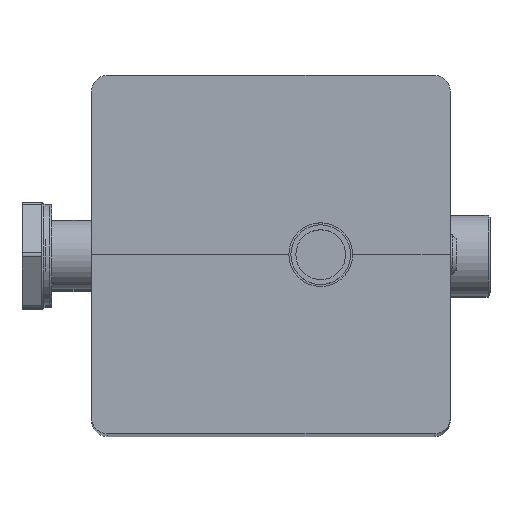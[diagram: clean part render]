
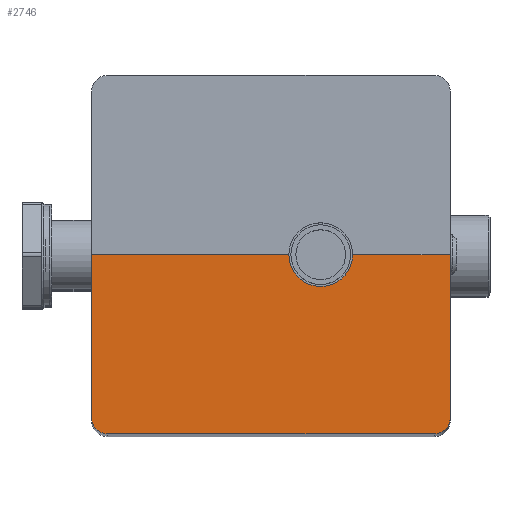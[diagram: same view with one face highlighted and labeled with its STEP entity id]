
A CAD part, top view. The second image highlights one B-rep face of the part: STEP entity #2746.
In plain terms, the highlighted planar face has unit normal (0, 0, 1).
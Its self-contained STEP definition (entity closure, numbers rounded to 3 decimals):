
#138=LINE('',#4323,#332);
#145=LINE('',#4336,#339);
#149=LINE('',#4354,#343);
#200=LINE('',#4497,#394);
#204=LINE('',#4505,#398);
#332=VECTOR('',#3502,49.);
#339=VECTOR('',#3511,99.);
#343=VECTOR('',#3529,82.);
#394=VECTOR('',#3672,164.);
#398=VECTOR('',#3682,82.);
#560=PLANE('',#3031);
#786=FACE_OUTER_BOUND('',#1029,.T.);
#1029=EDGE_LOOP('',(#2245,#2246,#2247,#2248,#2249,#2250,#2251,#2252));
#1177=CIRCLE('',#2969,16.);
#1203=CIRCLE('',#3025,8.);
#1204=CIRCLE('',#3028,8.);
#1342=VERTEX_POINT('',#4303);
#1344=VERTEX_POINT('',#4306);
#1350=VERTEX_POINT('',#4322);
#1355=VERTEX_POINT('',#4334);
#1362=VERTEX_POINT('',#4353);
#1407=VERTEX_POINT('',#4492);
#1408=VERTEX_POINT('',#4496);
#1409=VERTEX_POINT('',#4500);
#1608=EDGE_CURVE('',#1344,#1342,#1177,.T.);
#1616=EDGE_CURVE('',#1350,#1344,#138,.T.);
#1623=EDGE_CURVE('',#1342,#1355,#145,.T.);
#1631=EDGE_CURVE('',#1362,#1350,#149,.T.);
#1701=EDGE_CURVE('',#1407,#1362,#1203,.T.);
#1703=EDGE_CURVE('',#1408,#1407,#200,.T.);
#1705=EDGE_CURVE('',#1409,#1408,#1204,.T.);
#1708=EDGE_CURVE('',#1355,#1409,#204,.T.);
#2245=ORIENTED_EDGE('',*,*,#1608,.T.);
#2246=ORIENTED_EDGE('',*,*,#1623,.T.);
#2247=ORIENTED_EDGE('',*,*,#1708,.T.);
#2248=ORIENTED_EDGE('',*,*,#1705,.T.);
#2249=ORIENTED_EDGE('',*,*,#1703,.T.);
#2250=ORIENTED_EDGE('',*,*,#1701,.T.);
#2251=ORIENTED_EDGE('',*,*,#1631,.T.);
#2252=ORIENTED_EDGE('',*,*,#1616,.T.);
#2746=ADVANCED_FACE('',(#786),#560,.T.);
#2969=AXIS2_PLACEMENT_3D('',#4307,#3488,#3489);
#3025=AXIS2_PLACEMENT_3D('',#4493,#3667,#3668);
#3028=AXIS2_PLACEMENT_3D('',#4501,#3676,#3677);
#3031=AXIS2_PLACEMENT_3D('',#4507,#3685,#3686);
#3488=DIRECTION('center_axis',(0.,0.,-1.));
#3489=DIRECTION('ref_axis',(-1.,0.,0.));
#3502=DIRECTION('',(-1.,0.,0.));
#3511=DIRECTION('',(-1.,0.,0.));
#3529=DIRECTION('',(0.,1.,0.));
#3667=DIRECTION('center_axis',(0.,0.,1.));
#3668=DIRECTION('ref_axis',(0.,1.,0.));
#3672=DIRECTION('',(1.,0.,0.));
#3676=DIRECTION('center_axis',(0.,0.,1.));
#3677=DIRECTION('ref_axis',(1.,0.,0.));
#3682=DIRECTION('',(0.,-1.,0.));
#3685=DIRECTION('center_axis',(0.,0.,1.));
#3686=DIRECTION('ref_axis',(1.,0.,0.));
#4303=CARTESIAN_POINT('',(9.,0.,397.5));
#4306=CARTESIAN_POINT('',(41.,0.,397.5));
#4307=CARTESIAN_POINT('Origin',(25.,0.,397.5));
#4322=CARTESIAN_POINT('',(90.,0.,397.5));
#4323=CARTESIAN_POINT('',(-90.,0.,397.5));
#4334=CARTESIAN_POINT('',(-90.,0.,397.5));
#4336=CARTESIAN_POINT('',(-90.,0.,397.5));
#4353=CARTESIAN_POINT('',(90.,-82.,397.5));
#4354=CARTESIAN_POINT('',(90.,0.,397.5));
#4492=CARTESIAN_POINT('',(82.,-90.,397.5));
#4493=CARTESIAN_POINT('Origin',(82.,-82.,397.5));
#4496=CARTESIAN_POINT('',(-82.,-90.,397.5));
#4497=CARTESIAN_POINT('',(82.,-90.,397.5));
#4500=CARTESIAN_POINT('',(-90.,-82.,397.5));
#4501=CARTESIAN_POINT('Origin',(-82.,-82.,397.5));
#4505=CARTESIAN_POINT('',(-90.,-82.,397.5));
#4507=CARTESIAN_POINT('Origin',(0.,-43.894,
397.5));
